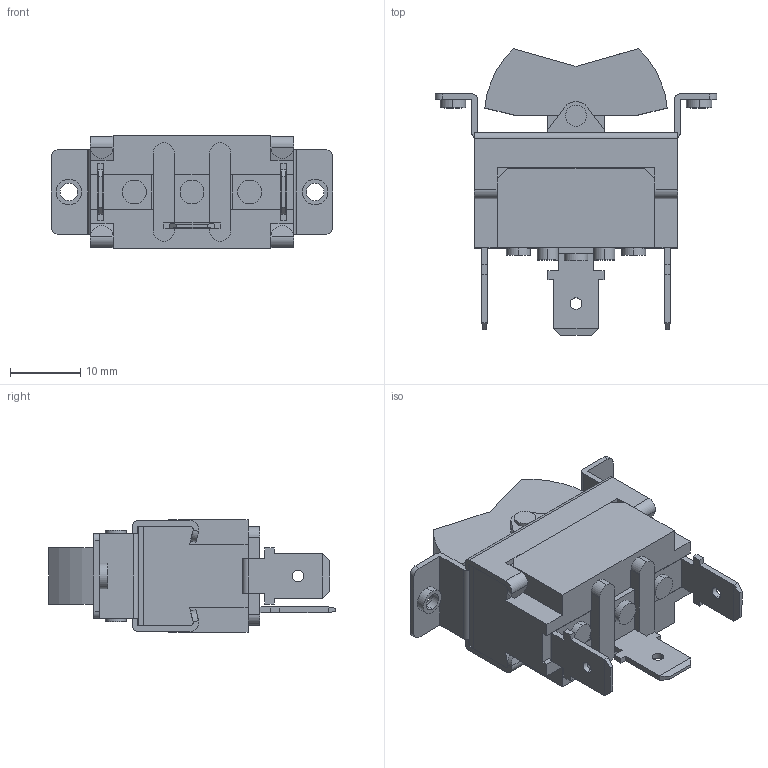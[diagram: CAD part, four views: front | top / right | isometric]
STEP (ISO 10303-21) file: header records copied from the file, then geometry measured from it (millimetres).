
FILE_DESCRIPTION (( 'STEP AP203' ), '1' );
FILE_NAME ('ALE05.STEP', '2020-03-04T04:38:20', ( '' ), ( '' ), 'SwSTEP 2.0', 'SolidWorks 2018', '' );
FILE_SCHEMA (( 'CONFIG_CONTROL_DESIGN' ));
Length unit declared in the file: millimetre
Products named in the file (5): 壓慻 扨嬌 5抂巕 (A僔儕乕僘); 5端子 (Aシリーズ); 上組 ロッカー(単極) (Aシリーズ); ALE05; 働乕僗 扨嬌 (A僔儕乕僘)
Assembly tree (6 placements, depth 3):
  ALE05
    上組 ロッカー(単極) (Aシリーズ)
    壓慻 扨嬌 5抂巕 (A僔儕乕僘)
      働乕僗 扨嬌 (A僔儕乕僘)
      5端子 (Aシリーズ)  x3
Bounding box: 40 x 40.72 x 16 mm (x, y, z)
Volume: 9419.5 mm3; surface area: 6502.6 mm2
Topology: 5 solids, 5 shells, 304 faces, 805 edges, 527 vertices
Faces by surface type: plane 207, cylinder 90, torus 7
Entity records: 8311 total; most frequent: CARTESIAN_POINT 1411, ORIENTED_EDGE 1326, DIRECTION 1321, EDGE_CURVE 663, LINE 479, VECTOR 479, VERTEX_POINT 435, AXIS2_PLACEMENT_3D 421
